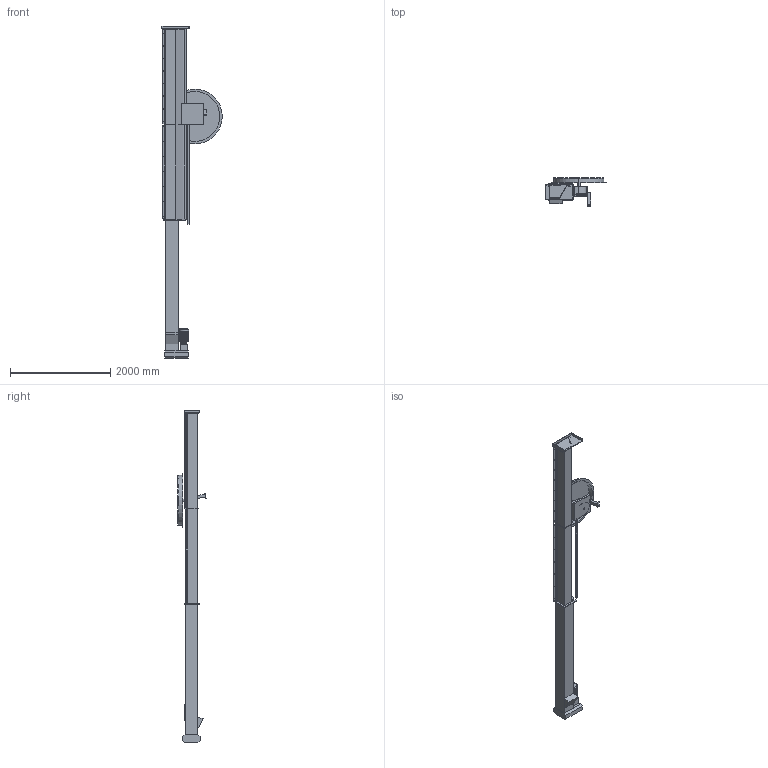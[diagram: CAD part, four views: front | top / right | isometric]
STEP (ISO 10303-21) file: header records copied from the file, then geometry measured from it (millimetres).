
FILE_DESCRIPTION (( 'STEP AP203' ), '1' );
FILE_NAME ('Šablona_dopravníku_P.STEP', '2021-03-10T11:13:49', ( '' ), ( '' ), 'SwSTEP 2.0', 'SolidWorks 2020', '' );
FILE_SCHEMA (( 'CONFIG_CONTROL_DESIGN' ));
Length unit declared in the file: millimetre
Products named in the file (1): Šablona_dopravníku_P
Bounding box: 1209.12 x 562.79 x 6631 mm (x, y, z)
Volume: 90890875.8 mm3; surface area: 20228959.4 mm2
Topology: 7 solids, 7 shells, 428 faces, 1224 edges, 792 vertices
Faces by surface type: plane 347, cylinder 75, torus 6
Entity records: 13921 total; most frequent: CARTESIAN_POINT 2469, ORIENTED_EDGE 2448, DIRECTION 2242, EDGE_CURVE 1224, LINE 1048, VECTOR 1048, VERTEX_POINT 792, AXIS2_PLACEMENT_3D 597
